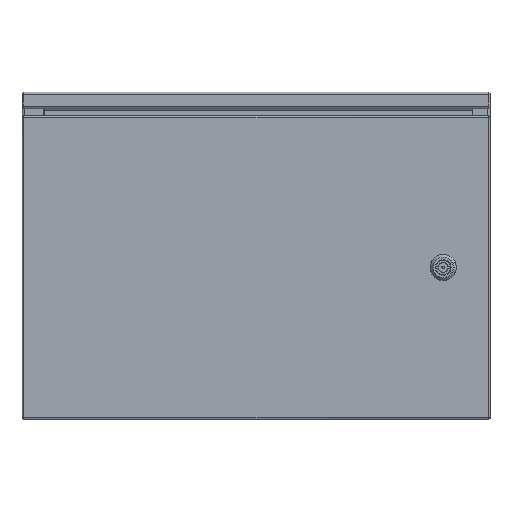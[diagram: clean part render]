
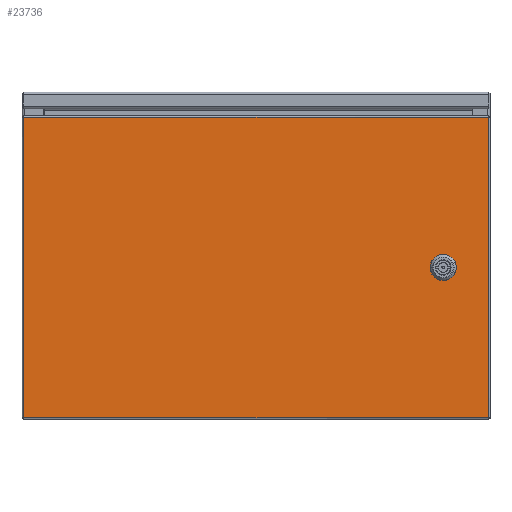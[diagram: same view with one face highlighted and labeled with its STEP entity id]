
A CAD part, top view. The second image highlights one B-rep face of the part: STEP entity #23736.
In plain terms, the highlighted planar face has unit normal (0, 0, 1).
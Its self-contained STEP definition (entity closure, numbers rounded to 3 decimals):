
#151 = DIRECTION ( 'NONE',  ( 0., 0., 1. ) ) ;
#534 = LINE ( 'NONE', #24816, #4872 ) ;
#909 = EDGE_CURVE ( 'NONE', #22520, #9367, #26351, .T. ) ;
#1503 = VERTEX_POINT ( 'NONE', #10343 ) ;
#1879 = EDGE_CURVE ( 'NONE', #3144, #20550, #8053, .T. ) ;
#2379 = FACE_OUTER_BOUND ( 'NONE', #14939, .T. ) ;
#2620 = ORIENTED_EDGE ( 'NONE', *, *, #5316, .F. ) ;
#2950 = ORIENTED_EDGE ( 'NONE', *, *, #26231, .T. ) ;
#3144 = VERTEX_POINT ( 'NONE', #27583 ) ;
#3417 = VECTOR ( 'NONE', #25147, 1000. ) ;
#3800 = EDGE_CURVE ( 'NONE', #26132, #22520, #9069, .T. ) ;
#3962 = LINE ( 'NONE', #22170, #25542 ) ;
#4247 = VECTOR ( 'NONE', #21455, 1000. ) ;
#4606 = VECTOR ( 'NONE', #6574, 1000. ) ;
#4620 = ORIENTED_EDGE ( 'NONE', *, *, #909, .F. ) ;
#4872 = VECTOR ( 'NONE', #9765, 1000. ) ;
#5316 = EDGE_CURVE ( 'NONE', #14234, #26132, #6946, .T. ) ;
#5883 = DIRECTION ( 'NONE',  ( 0., 0., 1. ) ) ;
#6136 = EDGE_CURVE ( 'NONE', #26088, #21309, #534, .T. ) ;
#6291 = VERTEX_POINT ( 'NONE', #12396 ) ;
#6356 = CARTESIAN_POINT ( 'NONE',  ( 189.95, 5.056, 1.5 ) ) ;
#6574 = DIRECTION ( 'NONE',  ( 1., 0., 0. ) ) ;
#6642 = ORIENTED_EDGE ( 'NONE', *, *, #25852, .F. ) ;
#6946 = LINE ( 'NONE', #6356, #4247 ) ;
#7077 = DIRECTION ( 'NONE',  ( 0., 1., 0. ) ) ;
#7099 = EDGE_CURVE ( 'NONE', #21309, #14234, #18672, .T. ) ;
#7293 = ORIENTED_EDGE ( 'NONE', *, *, #1879, .T. ) ;
#7726 = CARTESIAN_POINT ( 'NONE',  ( 200., 0., 1.5 ) ) ;
#8053 = LINE ( 'NONE', #11631, #23900 ) ;
#8177 = EDGE_CURVE ( 'NONE', #14625, #26088, #10521, .T. ) ;
#8643 = EDGE_LOOP ( 'NONE', ( #13091, #6642, #11045, #4620, #14803, #2620, #27886, #27215 ) ) ;
#9069 = CIRCLE ( 'NONE', #18083, 11.25 ) ;
#9089 = AXIS2_PLACEMENT_3D ( 'NONE', #18828, #5883, #20987 ) ;
#9104 = AXIS2_PLACEMENT_3D ( 'NONE', #24677, #11787, #26867 ) ;
#9367 = VERTEX_POINT ( 'NONE', #9947 ) ;
#9765 = DIRECTION ( 'NONE',  ( -1., 0., 0. ) ) ;
#9920 = DIRECTION ( 'NONE',  ( 1., 0., 0. ) ) ;
#9947 = CARTESIAN_POINT ( 'NONE',  ( 205.056, -10.05, 1.5 ) ) ;
#10343 = CARTESIAN_POINT ( 'NONE',  ( 248., -160.5, 1.5 ) ) ;
#10393 = CIRCLE ( 'NONE', #9089, 11.25 ) ;
#10521 = CIRCLE ( 'NONE', #21796, 11.25 ) ;
#11045 = ORIENTED_EDGE ( 'NONE', *, *, #14129, .F. ) ;
#11624 = DIRECTION ( 'NONE',  ( 1., 0., 0. ) ) ;
#11631 = CARTESIAN_POINT ( 'NONE',  ( 248.429, 160.5, 1.5 ) ) ;
#11787 = DIRECTION ( 'NONE',  ( 0., 0., 1. ) ) ;
#11864 = DIRECTION ( 'NONE',  ( 0., 1., 0. ) ) ;
#12396 = CARTESIAN_POINT ( 'NONE',  ( 210.05, -5.056, 1.5 ) ) ;
#12598 = CARTESIAN_POINT ( 'NONE',  ( 189.95, 5.056, 1.5 ) ) ;
#12764 = CARTESIAN_POINT ( 'NONE',  ( 194.944, 10.05, 1.5 ) ) ;
#13023 = CARTESIAN_POINT ( 'NONE',  ( 194.944, -10.05, 1.5 ) ) ;
#13067 = ORIENTED_EDGE ( 'NONE', *, *, #26535, .T. ) ;
#13073 = CARTESIAN_POINT ( 'NONE',  ( 200., 0., 1.5 ) ) ;
#13091 = ORIENTED_EDGE ( 'NONE', *, *, #8177, .F. ) ;
#13179 = FACE_BOUND ( 'NONE', #8643, .T. ) ;
#14129 = EDGE_CURVE ( 'NONE', #9367, #6291, #10393, .T. ) ;
#14234 = VERTEX_POINT ( 'NONE', #12598 ) ;
#14625 = VERTEX_POINT ( 'NONE', #16443 ) ;
#14803 = ORIENTED_EDGE ( 'NONE', *, *, #3800, .F. ) ;
#14939 = EDGE_LOOP ( 'NONE', ( #20832, #2950, #13067, #7293 ) ) ;
#15249 = DIRECTION ( 'NONE',  ( 1., 0., 0. ) ) ;
#15690 = VERTEX_POINT ( 'NONE', #22204 ) ;
#16068 = EDGE_CURVE ( 'NONE', #20550, #15690, #27184, .T. ) ;
#16443 = CARTESIAN_POINT ( 'NONE',  ( 210.05, 5.056, 1.5 ) ) ;
#16784 = LINE ( 'NONE', #23827, #4606 ) ;
#16803 = CARTESIAN_POINT ( 'NONE',  ( 205.056, 10.05, 1.5 ) ) ;
#18042 = CARTESIAN_POINT ( 'NONE',  ( -250., -162.5, 1.5 ) ) ;
#18083 = AXIS2_PLACEMENT_3D ( 'NONE', #13073, #151, #15249 ) ;
#18672 = CIRCLE ( 'NONE', #9104, 11.25 ) ;
#18828 = CARTESIAN_POINT ( 'NONE',  ( 200., 0., 1.5 ) ) ;
#19056 = AXIS2_PLACEMENT_3D ( 'NONE', #18042, #24517, #11624 ) ;
#20550 = VERTEX_POINT ( 'NONE', #22309 ) ;
#20832 = ORIENTED_EDGE ( 'NONE', *, *, #16068, .T. ) ;
#20987 = DIRECTION ( 'NONE',  ( 1., 0., 0. ) ) ;
#21309 = VERTEX_POINT ( 'NONE', #12764 ) ;
#21455 = DIRECTION ( 'NONE',  ( 0., -1., 0. ) ) ;
#21461 = VECTOR ( 'NONE', #27840, 1000. ) ;
#21796 = AXIS2_PLACEMENT_3D ( 'NONE', #7726, #22815, #9920 ) ;
#22170 = CARTESIAN_POINT ( 'NONE',  ( 210.05, 5.056, 1.5 ) ) ;
#22204 = CARTESIAN_POINT ( 'NONE',  ( -248., -160.5, 1.5 ) ) ;
#22309 = CARTESIAN_POINT ( 'NONE',  ( -248., 160.5, 1.5 ) ) ;
#22451 = DIRECTION ( 'NONE',  ( -1., 0., 0. ) ) ;
#22520 = VERTEX_POINT ( 'NONE', #13023 ) ;
#22808 = LINE ( 'NONE', #26946, #27204 ) ;
#22815 = DIRECTION ( 'NONE',  ( 0., 0., 1. ) ) ;
#22980 = CARTESIAN_POINT ( 'NONE',  ( 194.944, -10.05, 1.5 ) ) ;
#23459 = CARTESIAN_POINT ( 'NONE',  ( 189.95, -5.056, 1.5 ) ) ;
#23736 = ADVANCED_FACE ( 'NONE', ( #13179, #2379 ), #24425, .T. ) ;
#23827 = CARTESIAN_POINT ( 'NONE',  ( -248.429, -160.5, 1.5 ) ) ;
#23900 = VECTOR ( 'NONE', #22451, 1000. ) ;
#24425 = PLANE ( 'NONE',  #19056 ) ;
#24517 = DIRECTION ( 'NONE',  ( 0., 0., 1. ) ) ;
#24677 = CARTESIAN_POINT ( 'NONE',  ( 200., 0., 1.5 ) ) ;
#24816 = CARTESIAN_POINT ( 'NONE',  ( 194.944, 10.05, 1.5 ) ) ;
#25147 = DIRECTION ( 'NONE',  ( 1., 0., 0. ) ) ;
#25542 = VECTOR ( 'NONE', #7077, 1000. ) ;
#25660 = CARTESIAN_POINT ( 'NONE',  ( -248., 160.929, 1.5 ) ) ;
#25852 = EDGE_CURVE ( 'NONE', #6291, #14625, #3962, .T. ) ;
#26088 = VERTEX_POINT ( 'NONE', #16803 ) ;
#26132 = VERTEX_POINT ( 'NONE', #23459 ) ;
#26231 = EDGE_CURVE ( 'NONE', #15690, #1503, #16784, .T. ) ;
#26351 = LINE ( 'NONE', #22980, #3417 ) ;
#26535 = EDGE_CURVE ( 'NONE', #1503, #3144, #22808, .T. ) ;
#26867 = DIRECTION ( 'NONE',  ( 1., 0., 0. ) ) ;
#26946 = CARTESIAN_POINT ( 'NONE',  ( 248., -160.929, 1.5 ) ) ;
#27184 = LINE ( 'NONE', #25660, #21461 ) ;
#27204 = VECTOR ( 'NONE', #11864, 1000. ) ;
#27215 = ORIENTED_EDGE ( 'NONE', *, *, #6136, .F. ) ;
#27583 = CARTESIAN_POINT ( 'NONE',  ( 248., 160.5, 1.5 ) ) ;
#27840 = DIRECTION ( 'NONE',  ( 0., -1., 0. ) ) ;
#27886 = ORIENTED_EDGE ( 'NONE', *, *, #7099, .F. ) ;
